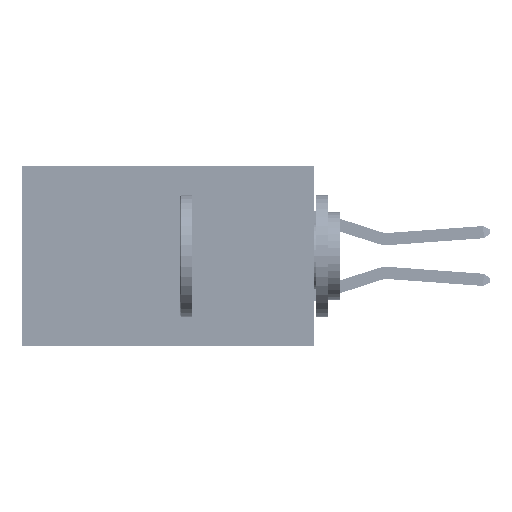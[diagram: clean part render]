
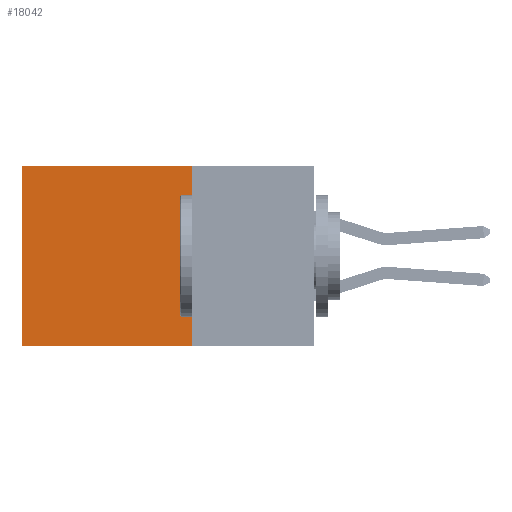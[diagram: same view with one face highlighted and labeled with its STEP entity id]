
A CAD part, left-side view. The second image highlights one B-rep face of the part: STEP entity #18042.
In plain terms, the highlighted planar face has unit normal (-1, 0, 0).
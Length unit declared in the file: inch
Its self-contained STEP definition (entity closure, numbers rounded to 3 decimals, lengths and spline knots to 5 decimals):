
#15 = DIRECTION ( 'NONE',  ( 0., 0., -1. ) ) ;
#2244 = LINE ( 'NONE', #25519, #3376 ) ;
#2603 = EDGE_CURVE ( 'NONE', #3843, #42265, #43678, .T. ) ;
#3178 = DIRECTION ( 'NONE',  ( 1., 0., 0. ) ) ;
#3376 = VECTOR ( 'NONE', #4160, 39.37008 ) ;
#3843 = VERTEX_POINT ( 'NONE', #6466 ) ;
#4160 = DIRECTION ( 'NONE',  ( 0., 0., -1. ) ) ;
#4322 = LINE ( 'NONE', #40035, #22199 ) ;
#6466 = CARTESIAN_POINT ( 'NONE',  ( 0.2875, 0.25, 0. ) ) ;
#6624 = ORIENTED_EDGE ( 'NONE', *, *, #2603, .F. ) ;
#6743 = FACE_OUTER_BOUND ( 'NONE', #43172, .T. ) ;
#7925 = AXIS2_PLACEMENT_3D ( 'NONE', #24537, #3178, #28140 ) ;
#8621 = EDGE_CURVE ( 'NONE', #42265, #38332, #4322, .T. ) ;
#9812 = DIRECTION ( 'NONE',  ( 0., 1., 0. ) ) ;
#11868 = VECTOR ( 'NONE', #9812, 39.37008 ) ;
#12428 = ORIENTED_EDGE ( 'NONE', *, *, #12766, .T. ) ;
#12766 = EDGE_CURVE ( 'NONE', #3843, #24188, #40213, .T. ) ;
#16875 = CARTESIAN_POINT ( 'NONE',  ( 0.2875, 0.6, 0. ) ) ;
#17453 = PLANE ( 'NONE',  #7925 ) ;
#18042 = ADVANCED_FACE ( 'NONE', ( #6743 ), #17453, .F. ) ;
#22199 = VECTOR ( 'NONE', #22318, 39.37008 ) ;
#22318 = DIRECTION ( 'NONE',  ( 0., 1., 0. ) ) ;
#24188 = VERTEX_POINT ( 'NONE', #16875 ) ;
#24537 = CARTESIAN_POINT ( 'NONE',  ( 0.2875, 0.25, 0. ) ) ;
#25519 = CARTESIAN_POINT ( 'NONE',  ( 0.2875, 0.6, 0. ) ) ;
#28140 = DIRECTION ( 'NONE',  ( 0., 0., -1. ) ) ;
#28555 = CARTESIAN_POINT ( 'NONE',  ( 0.2875, 0.25, 0. ) ) ;
#31170 = CARTESIAN_POINT ( 'NONE',  ( 0.2875, 0.25, 0. ) ) ;
#32096 = VECTOR ( 'NONE', #15, 39.37008 ) ;
#32215 = CARTESIAN_POINT ( 'NONE',  ( 0.2875, 0.25, -0.37 ) ) ;
#36080 = EDGE_CURVE ( 'NONE', #24188, #38332, #2244, .T. ) ;
#36170 = ORIENTED_EDGE ( 'NONE', *, *, #8621, .F. ) ;
#38332 = VERTEX_POINT ( 'NONE', #45049 ) ;
#40035 = CARTESIAN_POINT ( 'NONE',  ( 0.2875, 0.25, -0.37 ) ) ;
#40213 = LINE ( 'NONE', #31170, #11868 ) ;
#42265 = VERTEX_POINT ( 'NONE', #32215 ) ;
#43074 = ORIENTED_EDGE ( 'NONE', *, *, #36080, .T. ) ;
#43172 = EDGE_LOOP ( 'NONE', ( #43074, #36170, #6624, #12428 ) ) ;
#43678 = LINE ( 'NONE', #28555, #32096 ) ;
#45049 = CARTESIAN_POINT ( 'NONE',  ( 0.2875, 0.6, -0.37 ) ) ;
